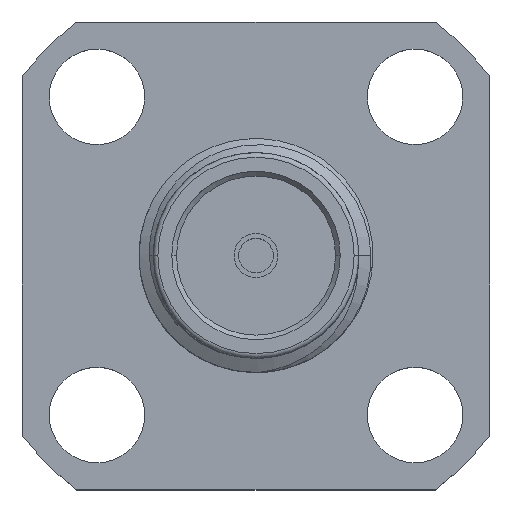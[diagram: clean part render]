
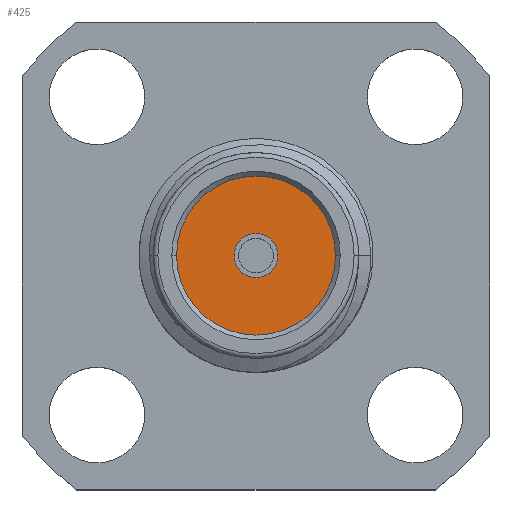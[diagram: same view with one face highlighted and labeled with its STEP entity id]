
A CAD part, top view. The second image highlights one B-rep face of the part: STEP entity #425.
In plain terms, the highlighted planar face has unit normal (0, 0, 1).
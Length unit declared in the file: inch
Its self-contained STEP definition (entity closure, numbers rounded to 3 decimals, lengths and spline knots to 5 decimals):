
#96 = DIRECTION ( 'NONE',  ( 1., 0., 0. ) ) ;
#132 = CIRCLE ( 'NONE', #2176, 0.085 ) ;
#191 = EDGE_CURVE ( 'NONE', #2381, #1564, #1951, .T. ) ;
#406 = FACE_BOUND ( 'NONE', #2215, .T. ) ;
#425 = ADVANCED_FACE ( 'NONE', ( #406, #667 ), #921, .T. ) ;
#448 = CARTESIAN_POINT ( 'NONE',  ( -0.085, 0., -0.075 ) ) ;
#484 = CARTESIAN_POINT ( 'NONE',  ( 0., 0., -0.075 ) ) ;
#577 = ORIENTED_EDGE ( 'NONE', *, *, #2864, .F. ) ;
#579 = DIRECTION ( 'NONE',  ( 0., 0., 1. ) ) ;
#593 = CARTESIAN_POINT ( 'NONE',  ( 0., 0., -0.075 ) ) ;
#641 = DIRECTION ( 'NONE',  ( 0., 0., 1. ) ) ;
#667 = FACE_OUTER_BOUND ( 'NONE', #1436, .T. ) ;
#784 = DIRECTION ( 'NONE',  ( 1., 0., 0. ) ) ;
#826 = DIRECTION ( 'NONE',  ( 1., 0., 0. ) ) ;
#921 = PLANE ( 'NONE',  #3283 ) ;
#1027 = CIRCLE ( 'NONE', #3165, 0.085 ) ;
#1111 = DIRECTION ( 'NONE',  ( 0., 0., 1. ) ) ;
#1134 = CARTESIAN_POINT ( 'NONE',  ( 0., 0., -0.075 ) ) ;
#1282 = VERTEX_POINT ( 'NONE', #448 ) ;
#1284 = AXIS2_PLACEMENT_3D ( 'NONE', #2408, #579, #3142 ) ;
#1355 = VERTEX_POINT ( 'NONE', #1526 ) ;
#1436 = EDGE_LOOP ( 'NONE', ( #2692, #1913 ) ) ;
#1526 = CARTESIAN_POINT ( 'NONE',  ( 0.085, 0., -0.075 ) ) ;
#1564 = VERTEX_POINT ( 'NONE', #2172 ) ;
#1608 = DIRECTION ( 'NONE',  ( 0., 0., 1. ) ) ;
#1621 = EDGE_CURVE ( 'NONE', #1282, #1355, #132, .T. ) ;
#1709 = CIRCLE ( 'NONE', #1284, 0.0235 ) ;
#1838 = ORIENTED_EDGE ( 'NONE', *, *, #191, .F. ) ;
#1860 = CARTESIAN_POINT ( 'NONE',  ( 0., 0., -0.075 ) ) ;
#1871 = CARTESIAN_POINT ( 'NONE',  ( 0.0235, 0., -0.075 ) ) ;
#1913 = ORIENTED_EDGE ( 'NONE', *, *, #1621, .T. ) ;
#1951 = CIRCLE ( 'NONE', #2486, 0.0235 ) ;
#2172 = CARTESIAN_POINT ( 'NONE',  ( -0.0235, 0., -0.075 ) ) ;
#2176 = AXIS2_PLACEMENT_3D ( 'NONE', #1134, #641, #3176 ) ;
#2215 = EDGE_LOOP ( 'NONE', ( #1838, #577 ) ) ;
#2381 = VERTEX_POINT ( 'NONE', #1871 ) ;
#2408 = CARTESIAN_POINT ( 'NONE',  ( 0., 0., -0.075 ) ) ;
#2486 = AXIS2_PLACEMENT_3D ( 'NONE', #1860, #1111, #96 ) ;
#2692 = ORIENTED_EDGE ( 'NONE', *, *, #2853, .T. ) ;
#2853 = EDGE_CURVE ( 'NONE', #1355, #1282, #1027, .T. ) ;
#2864 = EDGE_CURVE ( 'NONE', #1564, #2381, #1709, .T. ) ;
#3142 = DIRECTION ( 'NONE',  ( 1., 0., 0. ) ) ;
#3165 = AXIS2_PLACEMENT_3D ( 'NONE', #593, #1608, #826 ) ;
#3176 = DIRECTION ( 'NONE',  ( 1., 0., 0. ) ) ;
#3283 = AXIS2_PLACEMENT_3D ( 'NONE', #484, #3310, #784 ) ;
#3310 = DIRECTION ( 'NONE',  ( 0., 0., 1. ) ) ;
